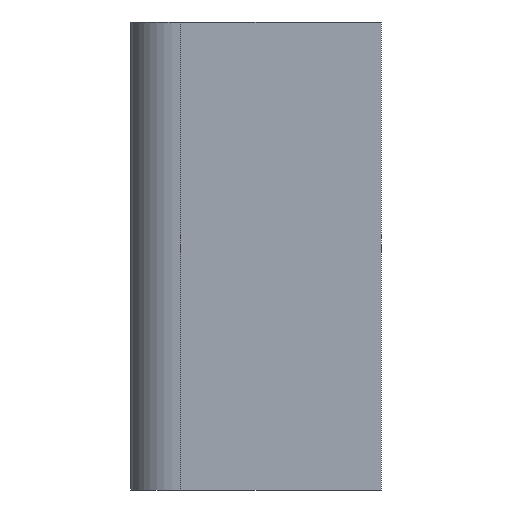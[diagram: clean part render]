
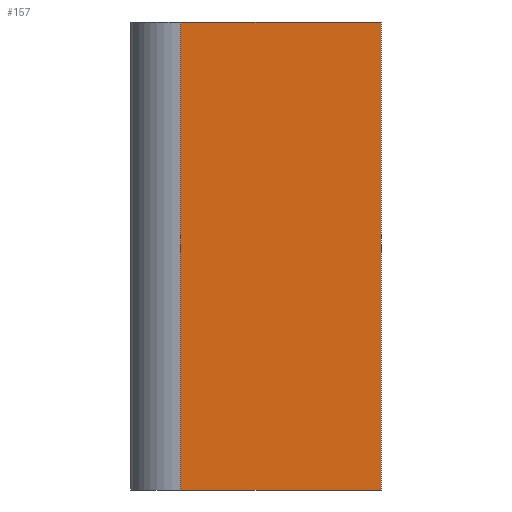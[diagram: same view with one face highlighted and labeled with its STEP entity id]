
A CAD part, left-side view. The second image highlights one B-rep face of the part: STEP entity #157.
In plain terms, the highlighted planar face has unit normal (-1, 0, 0).
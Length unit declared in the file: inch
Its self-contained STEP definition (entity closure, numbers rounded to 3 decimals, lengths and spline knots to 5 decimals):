
#91=EDGE_CURVE('',#231,#232,#233,.T.);
#117=EDGE_CURVE('',#273,#255,#274,.T.);
#137=EDGE_CURVE('',#273,#231,#307,.T.);
#157=ADVANCED_FACE('',(#332),#333,.T.);
#159=EDGE_CURVE('',#255,#232,#335,.T.);
#231=VERTEX_POINT('',#410);
#232=VERTEX_POINT('',#411);
#233=LINE('',#412,#413);
#255=VERTEX_POINT('',#448);
#273=VERTEX_POINT('',#496);
#274=LINE('',#497,#498);
#307=LINE('',#562,#563);
#332=FACE_OUTER_BOUND('',#618,.T.);
#333=PLANE('',#619);
#335=LINE('',#622,#623);
#410=CARTESIAN_POINT('',(0.0,1.49955,0.0));
#411=CARTESIAN_POINT('',(0.0,1.49955,3.5));
#412=CARTESIAN_POINT('',(0.0,1.49955,0.0));
#413=VECTOR('',#748,1.0);
#448=CARTESIAN_POINT('',(0.0,0.0,3.5));
#496=CARTESIAN_POINT('',(0.0,0.0,0.0));
#497=CARTESIAN_POINT('',(0.0,0.0,0.0));
#498=VECTOR('',#784,1.0);
#562=CARTESIAN_POINT('',(0.0,0.0,0.0));
#563=VECTOR('',#829,1.0);
#618=EDGE_LOOP('',(#847,#848,#849,#850));
#619=AXIS2_PLACEMENT_3D('',#851,#852,#853);
#622=CARTESIAN_POINT('',(0.0,0.0,3.5));
#623=VECTOR('',#854,1.0);
#748=DIRECTION('',(0.0,0.0,1.0));
#784=DIRECTION('',(0.0,0.0,1.0));
#829=DIRECTION('',(0.0,1.0,0.0));
#847=ORIENTED_EDGE('',*,*,#159,.T.);
#848=ORIENTED_EDGE('',*,*,#91,.F.);
#849=ORIENTED_EDGE('',*,*,#137,.F.);
#850=ORIENTED_EDGE('',*,*,#117,.T.);
#851=CARTESIAN_POINT('',(0.0,0.74978,0.0));
#852=DIRECTION('',(-1.0,-0.0,0.0));
#853=DIRECTION('',(0.0,-1.0,-0.0));
#854=DIRECTION('',(0.0,1.0,0.0));
